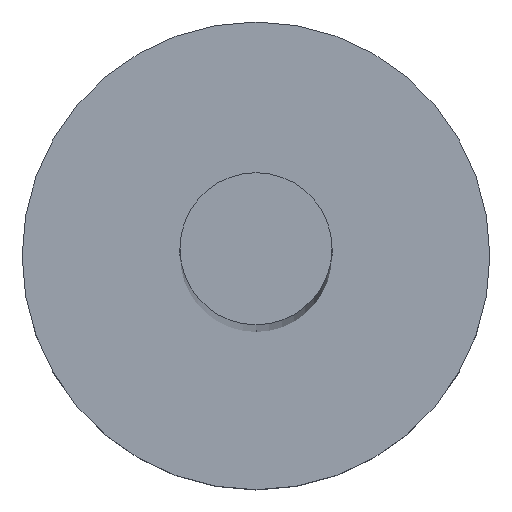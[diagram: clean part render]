
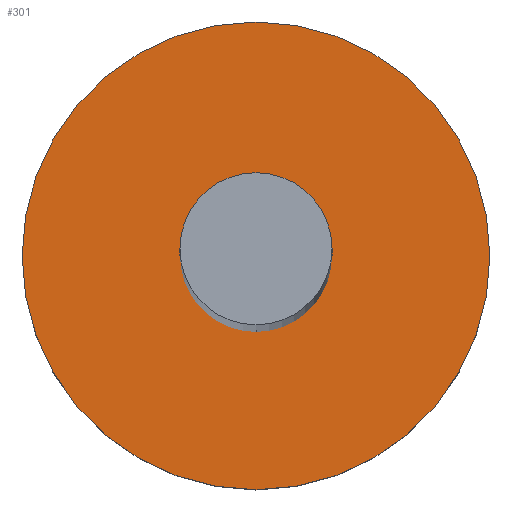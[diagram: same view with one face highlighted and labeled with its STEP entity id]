
A CAD part, top view. The second image highlights one B-rep face of the part: STEP entity #301.
In plain terms, the highlighted face is planar.
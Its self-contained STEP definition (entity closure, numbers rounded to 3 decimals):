
#29 = AXIS2_PLACEMENT_3D ( 'NONE', #367, #365, #72 ) ;
#39 = EDGE_CURVE ( 'NONE', #483, #494, #389, .T. ) ;
#49 = EDGE_LOOP ( 'NONE', ( #62, #53 ) ) ;
#53 = ORIENTED_EDGE ( 'NONE', *, *, #39, .T. ) ;
#58 = EDGE_CURVE ( 'NONE', #494, #483, #125, .T. ) ;
#62 = ORIENTED_EDGE ( 'NONE', *, *, #58, .T. ) ;
#63 = AXIS2_PLACEMENT_3D ( 'NONE', #86, #383, #81 ) ;
#72 = DIRECTION ( 'NONE',  ( 0., 0., 1. ) ) ;
#81 = DIRECTION ( 'NONE',  ( 0., 0., 1. ) ) ;
#86 = CARTESIAN_POINT ( 'NONE',  ( 0., 0., 0. ) ) ;
#116 = CARTESIAN_POINT ( 'NONE',  ( 0., 0., 20. ) ) ;
#125 = CIRCLE ( 'NONE', #29, 20. ) ;
#301 = ADVANCED_FACE ( 'NONE', ( #471 ), #392, .T. ) ;
#365 = DIRECTION ( 'NONE',  ( 0., 1., 0. ) ) ;
#367 = CARTESIAN_POINT ( 'NONE',  ( 0., 0., 0. ) ) ;
#368 = CARTESIAN_POINT ( 'NONE',  ( 0., 0., 0. ) ) ;
#383 = DIRECTION ( 'NONE',  ( 0., 1., 0. ) ) ;
#389 = CIRCLE ( 'NONE', #63, 20. ) ;
#392 = PLANE ( 'NONE',  #478 ) ;
#428 = DIRECTION ( 'NONE',  ( 0., 1., 0. ) ) ;
#438 = DIRECTION ( 'NONE',  ( 0., 0., 1. ) ) ;
#471 = FACE_OUTER_BOUND ( 'NONE', #49, .T. ) ;
#478 = AXIS2_PLACEMENT_3D ( 'NONE', #368, #428, #438 ) ;
#483 = VERTEX_POINT ( 'NONE', #501 ) ;
#494 = VERTEX_POINT ( 'NONE', #116 ) ;
#501 = CARTESIAN_POINT ( 'NONE',  ( 0., 0., -20. ) ) ;
